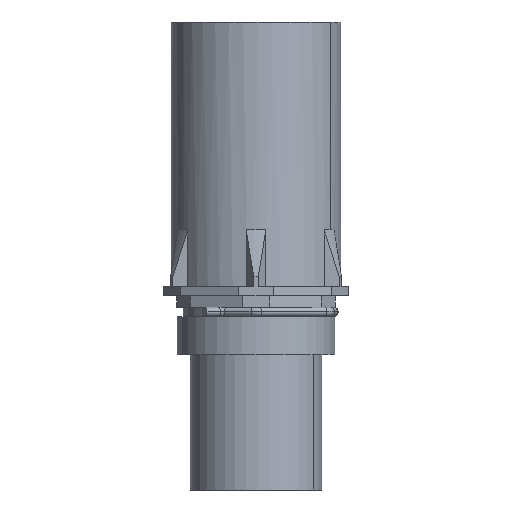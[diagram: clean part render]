
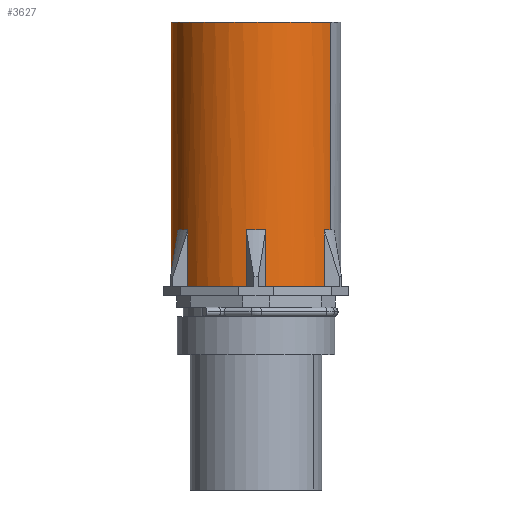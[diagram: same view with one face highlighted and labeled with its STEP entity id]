
A CAD part, front view. The second image highlights one B-rep face of the part: STEP entity #3627.
In plain terms, the highlighted cylindrical face has radius 18.75 mm (diameter 37.5 mm), a partial arc.
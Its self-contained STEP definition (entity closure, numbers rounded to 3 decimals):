
#1252=AXIS2_PLACEMENT_3D('Circle Axis2P3D',#1250,#1251,$) ;
#1306=AXIS2_PLACEMENT_3D('Circle Axis2P3D',#1304,#1305,$) ;
#1572=AXIS2_PLACEMENT_3D('Circle Axis2P3D',#1570,#1571,$) ;
#1619=AXIS2_PLACEMENT_3D('Circle Axis2P3D',#1617,#1618,$) ;
#3489=AXIS2_PLACEMENT_3D('Circle Axis2P3D',#3487,#3488,$) ;
#3533=AXIS2_PLACEMENT_3D('Circle Axis2P3D',#3531,#3532,$) ;
#3545=AXIS2_PLACEMENT_3D('Circle Axis2P3D',#3543,#3544,$) ;
#3564=AXIS2_PLACEMENT_3D('Circle Axis2P3D',#3562,#3563,$) ;
#3578=AXIS2_PLACEMENT_3D('Cylinder Axis2P3D',#3575,#3576,#3577) ;
#1219=CARTESIAN_POINT('Vertex',(3.29,28.942,44.9)) ;
#1247=CARTESIAN_POINT('Vertex',(3.29,14.058,44.9)) ;
#1250=CARTESIAN_POINT('Axis2P3D Location',(20.5,21.5,44.9)) ;
#1299=CARTESIAN_POINT('Vertex',(18.34,2.875,44.9)) ;
#1304=CARTESIAN_POINT('Axis2P3D Location',(20.5,21.5,44.9)) ;
#1308=CARTESIAN_POINT('Vertex',(5.45,10.317,44.9)) ;
#1565=CARTESIAN_POINT('Vertex',(35.55,10.317,44.9)) ;
#1570=CARTESIAN_POINT('Axis2P3D Location',(20.5,21.5,44.9)) ;
#1574=CARTESIAN_POINT('Vertex',(22.66,2.875,44.9)) ;
#1617=CARTESIAN_POINT('Axis2P3D Location',(20.5,21.5,103.3)) ;
#1621=CARTESIAN_POINT('Vertex',(36.955,12.511,103.3)) ;
#1623=CARTESIAN_POINT('Vertex',(4.045,30.489,103.3)) ;
#3125=CARTESIAN_POINT('Line Origine',(3.29,28.942,51.15)) ;
#3129=CARTESIAN_POINT('Vertex',(3.29,28.942,57.4)) ;
#3260=CARTESIAN_POINT('Line Origine',(35.55,10.317,51.15)) ;
#3264=CARTESIAN_POINT('Vertex',(35.55,10.317,57.4)) ;
#3287=CARTESIAN_POINT('Line Origine',(22.66,2.875,51.15)) ;
#3291=CARTESIAN_POINT('Vertex',(22.66,2.875,57.4)) ;
#3314=CARTESIAN_POINT('Line Origine',(18.34,2.875,51.15)) ;
#3318=CARTESIAN_POINT('Vertex',(18.34,2.875,57.4)) ;
#3402=CARTESIAN_POINT('Line Origine',(5.45,10.317,51.15)) ;
#3406=CARTESIAN_POINT('Vertex',(5.45,10.317,57.4)) ;
#3460=CARTESIAN_POINT('Line Origine',(3.29,14.058,51.15)) ;
#3464=CARTESIAN_POINT('Vertex',(3.29,14.058,57.4)) ;
#3487=CARTESIAN_POINT('Axis2P3D Location',(20.5,21.5,57.4)) ;
#3491=CARTESIAN_POINT('Vertex',(4.045,30.489,57.4)) ;
#3531=CARTESIAN_POINT('Axis2P3D Location',(20.5,21.5,57.4)) ;
#3543=CARTESIAN_POINT('Axis2P3D Location',(20.5,21.5,57.4)) ;
#3559=CARTESIAN_POINT('Vertex',(36.955,12.511,57.4)) ;
#3562=CARTESIAN_POINT('Axis2P3D Location',(20.5,21.5,57.4)) ;
#3575=CARTESIAN_POINT('Axis2P3D Location',(20.5,21.5,51.65)) ;
#3580=CARTESIAN_POINT('Line Origine',(4.045,30.489,73.1)) ;
#3585=CARTESIAN_POINT('Line Origine',(36.955,12.511,73.1)) ;
#1251=DIRECTION('Axis2P3D Direction',(0.,0.,-1.)) ;
#1305=DIRECTION('Axis2P3D Direction',(0.,0.,-1.)) ;
#1571=DIRECTION('Axis2P3D Direction',(0.,0.,-1.)) ;
#1618=DIRECTION('Axis2P3D Direction',(0.,0.,-1.)) ;
#3126=DIRECTION('Vector Direction',(0.,0.,1.)) ;
#3261=DIRECTION('Vector Direction',(0.,0.,1.)) ;
#3288=DIRECTION('Vector Direction',(0.,0.,1.)) ;
#3315=DIRECTION('Vector Direction',(0.,0.,1.)) ;
#3403=DIRECTION('Vector Direction',(0.,0.,1.)) ;
#3461=DIRECTION('Vector Direction',(0.,0.,1.)) ;
#3488=DIRECTION('Axis2P3D Direction',(0.,0.,-1.)) ;
#3532=DIRECTION('Axis2P3D Direction',(0.,0.,-1.)) ;
#3544=DIRECTION('Axis2P3D Direction',(0.,0.,-1.)) ;
#3563=DIRECTION('Axis2P3D Direction',(0.,0.,-1.)) ;
#3576=DIRECTION('Axis2P3D Direction',(0.,0.,-1.)) ;
#3577=DIRECTION('Axis2P3D XDirection',(0.878,-0.479,0.)) ;
#3581=DIRECTION('Vector Direction',(0.,0.,-1.)) ;
#3586=DIRECTION('Vector Direction',(0.,0.,-1.)) ;
#3127=VECTOR('Line Direction',#3126,1.) ;
#3262=VECTOR('Line Direction',#3261,1.) ;
#3289=VECTOR('Line Direction',#3288,1.) ;
#3316=VECTOR('Line Direction',#3315,1.) ;
#3404=VECTOR('Line Direction',#3403,1.) ;
#3462=VECTOR('Line Direction',#3461,1.) ;
#3582=VECTOR('Line Direction',#3581,1.) ;
#3587=VECTOR('Line Direction',#3586,1.) ;
#3610=ORIENTED_EDGE('',*,*,#3535,.T.) ;
#3611=ORIENTED_EDGE('',*,*,#3408,.F.) ;
#3612=ORIENTED_EDGE('',*,*,#1310,.F.) ;
#3613=ORIENTED_EDGE('',*,*,#3320,.T.) ;
#3614=ORIENTED_EDGE('',*,*,#3547,.T.) ;
#3615=ORIENTED_EDGE('',*,*,#3293,.F.) ;
#3616=ORIENTED_EDGE('',*,*,#1576,.F.) ;
#3617=ORIENTED_EDGE('',*,*,#3266,.T.) ;
#3618=ORIENTED_EDGE('',*,*,#3566,.T.) ;
#3619=ORIENTED_EDGE('',*,*,#3589,.T.) ;
#3620=ORIENTED_EDGE('',*,*,#1625,.T.) ;
#3621=ORIENTED_EDGE('',*,*,#3584,.F.) ;
#3622=ORIENTED_EDGE('',*,*,#3493,.T.) ;
#3623=ORIENTED_EDGE('',*,*,#3131,.F.) ;
#3624=ORIENTED_EDGE('',*,*,#1254,.F.) ;
#3625=ORIENTED_EDGE('',*,*,#3466,.T.) ;
#3627=ADVANCED_FACE('Hauptk\X2\00F6\X0\rper',(#3626),#3579,.T.) ;
#1253=CIRCLE('generated circle',#1252,18.75) ;
#1307=CIRCLE('generated circle',#1306,18.75) ;
#1573=CIRCLE('generated circle',#1572,18.75) ;
#1620=CIRCLE('generated circle',#1619,18.75) ;
#3490=CIRCLE('generated circle',#3489,18.75) ;
#3534=CIRCLE('generated circle',#3533,18.75) ;
#3546=CIRCLE('generated circle',#3545,18.75) ;
#3565=CIRCLE('generated circle',#3564,18.75) ;
#3579=CYLINDRICAL_SURFACE('generated cylinder',#3578,18.75) ;
#1254=EDGE_CURVE('',#1248,#1220,#1253,.T.) ;
#1310=EDGE_CURVE('',#1300,#1309,#1307,.T.) ;
#1576=EDGE_CURVE('',#1566,#1575,#1573,.T.) ;
#1625=EDGE_CURVE('',#1622,#1624,#1620,.T.) ;
#3131=EDGE_CURVE('',#1220,#3130,#3128,.T.) ;
#3266=EDGE_CURVE('',#1566,#3265,#3263,.T.) ;
#3293=EDGE_CURVE('',#1575,#3292,#3290,.T.) ;
#3320=EDGE_CURVE('',#1300,#3319,#3317,.T.) ;
#3408=EDGE_CURVE('',#1309,#3407,#3405,.T.) ;
#3466=EDGE_CURVE('',#1248,#3465,#3463,.T.) ;
#3493=EDGE_CURVE('',#3492,#3130,#3490,.F.) ;
#3535=EDGE_CURVE('',#3465,#3407,#3534,.F.) ;
#3547=EDGE_CURVE('',#3319,#3292,#3546,.F.) ;
#3566=EDGE_CURVE('',#3265,#3560,#3565,.F.) ;
#3584=EDGE_CURVE('',#3492,#1624,#3583,.F.) ;
#3589=EDGE_CURVE('',#3560,#1622,#3588,.F.) ;
#3609=EDGE_LOOP('',(#3610,#3611,#3612,#3613,#3614,#3615,#3616,#3617,#3618,#3619,#3620,#3621,#3622,#3623,#3624,#3625)) ;
#3626=FACE_OUTER_BOUND('',#3609,.T.) ;
#3128=LINE('Line',#3125,#3127) ;
#3263=LINE('Line',#3260,#3262) ;
#3290=LINE('Line',#3287,#3289) ;
#3317=LINE('Line',#3314,#3316) ;
#3405=LINE('Line',#3402,#3404) ;
#3463=LINE('Line',#3460,#3462) ;
#3583=LINE('Line',#3580,#3582) ;
#3588=LINE('Line',#3585,#3587) ;
#1220=VERTEX_POINT('',#1219) ;
#1248=VERTEX_POINT('',#1247) ;
#1300=VERTEX_POINT('',#1299) ;
#1309=VERTEX_POINT('',#1308) ;
#1566=VERTEX_POINT('',#1565) ;
#1575=VERTEX_POINT('',#1574) ;
#1622=VERTEX_POINT('',#1621) ;
#1624=VERTEX_POINT('',#1623) ;
#3130=VERTEX_POINT('',#3129) ;
#3265=VERTEX_POINT('',#3264) ;
#3292=VERTEX_POINT('',#3291) ;
#3319=VERTEX_POINT('',#3318) ;
#3407=VERTEX_POINT('',#3406) ;
#3465=VERTEX_POINT('',#3464) ;
#3492=VERTEX_POINT('',#3491) ;
#3560=VERTEX_POINT('',#3559) ;
